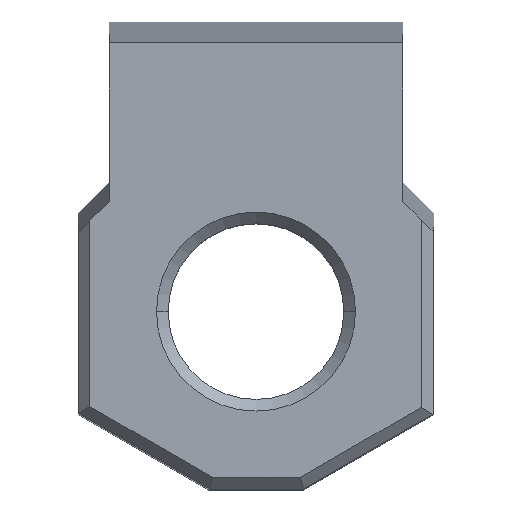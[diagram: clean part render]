
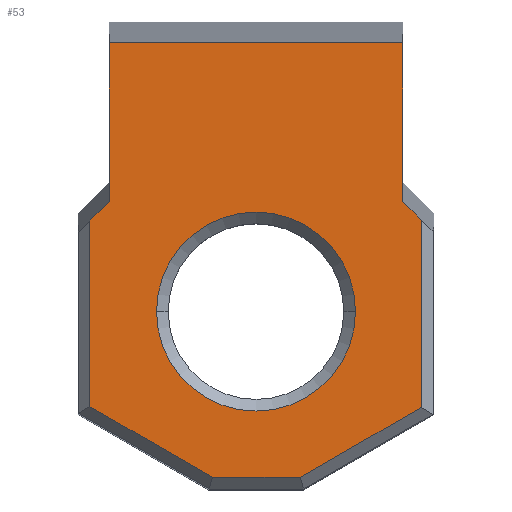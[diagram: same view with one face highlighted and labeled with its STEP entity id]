
A CAD part, top view. The second image highlights one B-rep face of the part: STEP entity #53.
In plain terms, the highlighted planar face has unit normal (0, 0, 1).
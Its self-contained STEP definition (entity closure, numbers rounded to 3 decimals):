
#10 = ORIENTED_EDGE ( 'NONE', *, *, #162, .T. ) ;
#25 = VECTOR ( 'NONE', #910, 1000. ) ;
#48 = VECTOR ( 'NONE', #634, 1000. ) ;
#53 = ADVANCED_FACE ( 'NONE', ( #562, #180 ), #1002, .T. ) ;
#54 = VECTOR ( 'NONE', #541, 1000. ) ;
#57 = VECTOR ( 'NONE', #215, 1000. ) ;
#59 = LINE ( 'NONE', #458, #1068 ) ;
#71 = VECTOR ( 'NONE', #678, 1000. ) ;
#76 = AXIS2_PLACEMENT_3D ( 'NONE', #209, #581, #495 ) ;
#92 = CIRCLE ( 'NONE', #76, 1.7 ) ;
#112 = VECTOR ( 'NONE', #920, 1000. ) ;
#114 = CARTESIAN_POINT ( 'NONE',  ( 2.825, 4.741, 6.997 ) ) ;
#141 = DIRECTION ( 'NONE',  ( 0., 0., -1. ) ) ;
#147 = CARTESIAN_POINT ( 'NONE',  ( 0.812, 0.21, 6.997 ) ) ;
#159 = CARTESIAN_POINT ( 'NONE',  ( 0., 7.633, 6.997 ) ) ;
#162 = EDGE_CURVE ( 'NONE', #865, #733, #92, .T. ) ;
#163 = LINE ( 'NONE', #792, #303 ) ;
#174 = LINE ( 'NONE', #556, #112 ) ;
#180 = FACE_BOUND ( 'NONE', #728, .T. ) ;
#184 = VECTOR ( 'NONE', #530, 1000. ) ;
#188 = CARTESIAN_POINT ( 'NONE',  ( 3.701, 3.735, 6.997 ) ) ;
#190 = EDGE_CURVE ( 'NONE', #240, #732, #899, .T. ) ;
#197 = EDGE_CURVE ( 'NONE', #1180, #620, #990, .T. ) ;
#198 = AXIS2_PLACEMENT_3D ( 'NONE', #970, #141, #521 ) ;
#199 = CIRCLE ( 'NONE', #198, 1.7 ) ;
#204 = CARTESIAN_POINT ( 'NONE',  ( -2.84, 4.588, 6.997 ) ) ;
#209 = CARTESIAN_POINT ( 'NONE',  ( 0., 3.04, 6.997 ) ) ;
#212 = EDGE_CURVE ( 'NONE', #693, #540, #986, .T. ) ;
#215 = DIRECTION ( 'NONE',  ( 0., 1., 0. ) ) ;
#217 = ORIENTED_EDGE ( 'NONE', *, *, #569, .T. ) ;
#231 = EDGE_CURVE ( 'NONE', #732, #693, #1072, .T. ) ;
#240 = VERTEX_POINT ( 'NONE', #204 ) ;
#268 = CARTESIAN_POINT ( 'NONE',  ( -2.506, 0., 6.997 ) ) ;
#276 = EDGE_CURVE ( 'NONE', #570, #780, #839, .T. ) ;
#280 = DIRECTION ( 'NONE',  ( 0., 0., 1. ) ) ;
#303 = VECTOR ( 'NONE', #783, 1000. ) ;
#361 = CARTESIAN_POINT ( 'NONE',  ( 0.758, 0.21, 6.997 ) ) ;
#382 = ORIENTED_EDGE ( 'NONE', *, *, #584, .T. ) ;
#383 = CARTESIAN_POINT ( 'NONE',  ( -0.744, 0.21, 6.997 ) ) ;
#396 = ORIENTED_EDGE ( 'NONE', *, *, #767, .F. ) ;
#405 = ORIENTED_EDGE ( 'NONE', *, *, #231, .F. ) ;
#411 = ORIENTED_EDGE ( 'NONE', *, *, #212, .F. ) ;
#414 = ORIENTED_EDGE ( 'NONE', *, *, #424, .T. ) ;
#422 = ORIENTED_EDGE ( 'NONE', *, *, #729, .F. ) ;
#424 = EDGE_CURVE ( 'NONE', #691, #1180, #163, .T. ) ;
#452 = VECTOR ( 'NONE', #568, 1000. ) ;
#458 = CARTESIAN_POINT ( 'NONE',  ( -2.84, 0., 6.997 ) ) ;
#473 = CARTESIAN_POINT ( 'NONE',  ( -2.506, 4.919, 6.997 ) ) ;
#474 = AXIS2_PLACEMENT_3D ( 'NONE', #645, #280, #1085 ) ;
#495 = DIRECTION ( 'NONE',  ( 1., 0., 0. ) ) ;
#521 = DIRECTION ( 'NONE',  ( 1., 0., 0. ) ) ;
#530 = DIRECTION ( 'NONE',  ( 1., 0., 0. ) ) ;
#536 = VERTEX_POINT ( 'NONE', #604 ) ;
#540 = VERTEX_POINT ( 'NONE', #963 ) ;
#541 = DIRECTION ( 'NONE',  ( 1., 0., 0. ) ) ;
#556 = CARTESIAN_POINT ( 'NONE',  ( 2.506, 0., 6.997 ) ) ;
#562 = FACE_OUTER_BOUND ( 'NONE', #677, .T. ) ;
#568 = DIRECTION ( 'NONE',  ( 0.71, -0.704, 0. ) ) ;
#569 = EDGE_CURVE ( 'NONE', #733, #865, #199, .T. ) ;
#570 = VERTEX_POINT ( 'NONE', #889 ) ;
#581 = DIRECTION ( 'NONE',  ( 0., 0., -1. ) ) ;
#584 = EDGE_CURVE ( 'NONE', #780, #691, #975, .T. ) ;
#604 = CARTESIAN_POINT ( 'NONE',  ( 2.506, 4.919, 6.997 ) ) ;
#620 = VERTEX_POINT ( 'NONE', #981 ) ;
#634 = DIRECTION ( 'NONE',  ( 0., 1., 0. ) ) ;
#645 = CARTESIAN_POINT ( 'NONE',  ( 0., 0., 6.997 ) ) ;
#677 = EDGE_LOOP ( 'NONE', ( #844, #928, #1201, #382, #414, #1206, #396, #422, #411, #405 ) ) ;
#678 = DIRECTION ( 'NONE',  ( 0.71, 0.704, 0. ) ) ;
#691 = VERTEX_POINT ( 'NONE', #361 ) ;
#693 = VERTEX_POINT ( 'NONE', #743 ) ;
#728 = EDGE_LOOP ( 'NONE', ( #217, #10 ) ) ;
#729 = EDGE_CURVE ( 'NONE', #540, #536, #174, .T. ) ;
#732 = VERTEX_POINT ( 'NONE', #473 ) ;
#733 = VERTEX_POINT ( 'NONE', #836 ) ;
#743 = CARTESIAN_POINT ( 'NONE',  ( -2.506, 7.633, 6.997 ) ) ;
#767 = EDGE_CURVE ( 'NONE', #536, #620, #1007, .T. ) ;
#778 = CARTESIAN_POINT ( 'NONE',  ( -3.701, 3.735, 6.997 ) ) ;
#780 = VERTEX_POINT ( 'NONE', #383 ) ;
#783 = DIRECTION ( 'NONE',  ( 0.866, 0.5, 0. ) ) ;
#792 = CARTESIAN_POINT ( 'NONE',  ( 2.924, 1.46, 6.997 ) ) ;
#824 = DIRECTION ( 'NONE',  ( 0., -1., 0. ) ) ;
#836 = CARTESIAN_POINT ( 'NONE',  ( 1.7, 3.04, 6.997 ) ) ;
#839 = LINE ( 'NONE', #1221, #25 ) ;
#844 = ORIENTED_EDGE ( 'NONE', *, *, #190, .F. ) ;
#862 = CARTESIAN_POINT ( 'NONE',  ( 2.825, 1.403, 6.997 ) ) ;
#865 = VERTEX_POINT ( 'NONE', #1020 ) ;
#889 = CARTESIAN_POINT ( 'NONE',  ( -2.84, 1.42, 6.997 ) ) ;
#899 = LINE ( 'NONE', #778, #71 ) ;
#910 = DIRECTION ( 'NONE',  ( 0.866, -0.5, 0. ) ) ;
#920 = DIRECTION ( 'NONE',  ( 0., -1., 0. ) ) ;
#928 = ORIENTED_EDGE ( 'NONE', *, *, #1033, .T. ) ;
#963 = CARTESIAN_POINT ( 'NONE',  ( 2.506, 7.633, 6.997 ) ) ;
#970 = CARTESIAN_POINT ( 'NONE',  ( 0., 3.04, 6.997 ) ) ;
#975 = LINE ( 'NONE', #147, #184 ) ;
#981 = CARTESIAN_POINT ( 'NONE',  ( 2.825, 4.603, 6.997 ) ) ;
#986 = LINE ( 'NONE', #159, #54 ) ;
#990 = LINE ( 'NONE', #114, #57 ) ;
#1002 = PLANE ( 'NONE',  #474 ) ;
#1007 = LINE ( 'NONE', #188, #452 ) ;
#1020 = CARTESIAN_POINT ( 'NONE',  ( -1.7, 3.04, 6.997 ) ) ;
#1033 = EDGE_CURVE ( 'NONE', #240, #570, #59, .T. ) ;
#1068 = VECTOR ( 'NONE', #824, 1000. ) ;
#1072 = LINE ( 'NONE', #268, #48 ) ;
#1085 = DIRECTION ( 'NONE',  ( 1., 0., 0. ) ) ;
#1180 = VERTEX_POINT ( 'NONE', #862 ) ;
#1201 = ORIENTED_EDGE ( 'NONE', *, *, #276, .T. ) ;
#1206 = ORIENTED_EDGE ( 'NONE', *, *, #197, .T. ) ;
#1221 = CARTESIAN_POINT ( 'NONE',  ( -0.699, 0.183, 6.997 ) ) ;
